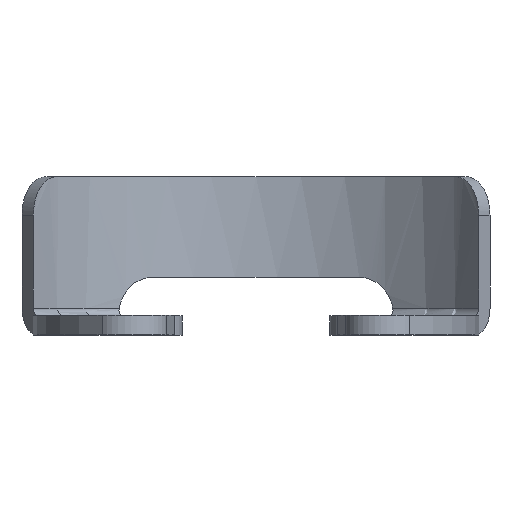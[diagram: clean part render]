
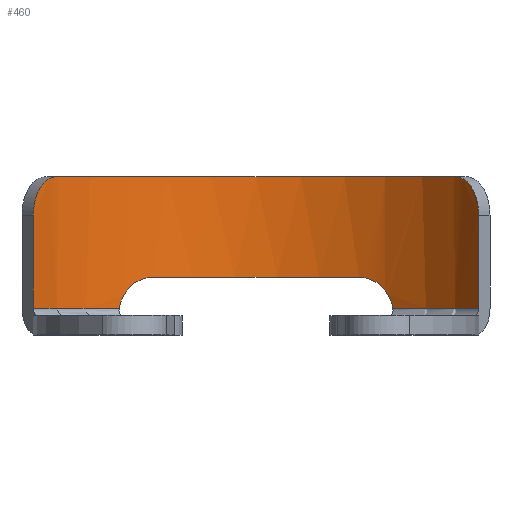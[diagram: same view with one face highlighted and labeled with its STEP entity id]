
A CAD part, top view. The second image highlights one B-rep face of the part: STEP entity #460.
In plain terms, the highlighted cylindrical face has radius 6.7 mm (diameter 13.4 mm), a partial arc.
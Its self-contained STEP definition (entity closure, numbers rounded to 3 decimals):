
#20 = CARTESIAN_POINT ( 'NONE',  ( -5.746, 3.238, -3.446 ) ) ;
#24 = CARTESIAN_POINT ( 'NONE',  ( -3.495, 0.923, -5.717 ) ) ;
#29 = CARTESIAN_POINT ( 'NONE',  ( -5.442, 3.978, -3.911 ) ) ;
#40 = AXIS2_PLACEMENT_3D ( 'NONE', #1071, #466, #189 ) ;
#41 = CARTESIAN_POINT ( 'NONE',  ( -5.509, 3.907, -3.814 ) ) ;
#61 = AXIS2_PLACEMENT_3D ( 'NONE', #1079, #940, #659 ) ;
#66 = CARTESIAN_POINT ( 'NONE',  ( 3.076, 1.421, -5.955 ) ) ;
#69 = VERTEX_POINT ( 'NONE', #857 ) ;
#89 = CARTESIAN_POINT ( 'NONE',  ( 0., 4.1, 0. ) ) ;
#93 = VERTEX_POINT ( 'NONE', #1139 ) ;
#101 = CARTESIAN_POINT ( 'NONE',  ( 2.663, 1.5, -6.148 ) ) ;
#114 = ORIENTED_EDGE ( 'NONE', *, *, #547, .T. ) ;
#117 = CARTESIAN_POINT ( 'NONE',  ( -3.065, 1.404, -5.959 ) ) ;
#124 = CARTESIAN_POINT ( 'NONE',  ( -5.205, 4.1, -4.221 ) ) ;
#133 = CIRCLE ( 'NONE', #890, 6.7 ) ;
#149 = VERTEX_POINT ( 'NONE', #523 ) ;
#189 = DIRECTION ( 'NONE',  ( 0., 0., -1. ) ) ;
#205 = VECTOR ( 'NONE', #1113, 1000. ) ;
#214 = CARTESIAN_POINT ( 'NONE',  ( -3.388, 1.131, -5.783 ) ) ;
#230 = VERTEX_POINT ( 'NONE', #101 ) ;
#240 = CARTESIAN_POINT ( 'NONE',  ( -5.117, 4.1, -4.325 ) ) ;
#254 = CARTESIAN_POINT ( 'NONE',  ( 5.205, 4.1, -4.221 ) ) ;
#257 = CARTESIAN_POINT ( 'NONE',  ( 5.117, 4.1, -4.325 ) ) ;
#268 = CIRCLE ( 'NONE', #61, 6.7 ) ;
#271 = ORIENTED_EDGE ( 'NONE', *, *, #463, .T. ) ;
#288 = VERTEX_POINT ( 'NONE', #475 ) ;
#298 = CARTESIAN_POINT ( 'NONE',  ( -2.663, 1.5, -6.148 ) ) ;
#307 = B_SPLINE_CURVE_WITH_KNOTS ( 'NONE', 3,
 ( #633, #24, #214, #552, #117, #386, #1088, #298 ),
 .UNSPECIFIED., .F., .F.,
 ( 4, 2, 2, 4 ),
 ( 0., 0.001, 0.001, 0.002 ),
 .UNSPECIFIED. ) ;
#315 = CARTESIAN_POINT ( 'NONE',  ( -5.746, 3.1, -3.446 ) ) ;
#336 = LINE ( 'NONE', #387, #508 ) ;
#353 = CARTESIAN_POINT ( 'NONE',  ( 2.663, 1.5, -6.148 ) ) ;
#363 = B_SPLINE_CURVE_WITH_KNOTS ( 'NONE', 3,
 ( #353, #530, #66, #427, #445, #1058 ),
 .UNSPECIFIED., .F., .F.,
 ( 4, 2, 4 ),
 ( 0., 0.001, 0.001 ),
 .UNSPECIFIED. ) ;
#386 = CARTESIAN_POINT ( 'NONE',  ( -2.873, 1.48, -6.054 ) ) ;
#387 = CARTESIAN_POINT ( 'NONE',  ( 5.746, 20.852, -3.446 ) ) ;
#394 = VERTEX_POINT ( 'NONE', #240 ) ;
#400 = CARTESIAN_POINT ( 'NONE',  ( -5.73, 3.373, -3.473 ) ) ;
#427 = CARTESIAN_POINT ( 'NONE',  ( 3.389, 1.13, -5.782 ) ) ;
#442 = CARTESIAN_POINT ( 'NONE',  ( 5.441, 3.978, -3.911 ) ) ;
#445 = CARTESIAN_POINT ( 'NONE',  ( 3.494, 0.926, -5.717 ) ) ;
#460 = ADVANCED_FACE ( 'NONE', ( #486 ), #727, .F. ) ;
#463 = EDGE_CURVE ( 'NONE', #1035, #288, #307, .T. ) ;
#466 = DIRECTION ( 'NONE',  ( 0., 1., 0. ) ) ;
#475 = CARTESIAN_POINT ( 'NONE',  ( -2.663, 1.5, -6.148 ) ) ;
#477 = VERTEX_POINT ( 'NONE', #1015 ) ;
#478 = CARTESIAN_POINT ( 'NONE',  ( -5.289, 4.075, -4.115 ) ) ;
#486 = FACE_OUTER_BOUND ( 'NONE', #923, .T. ) ;
#508 = VECTOR ( 'NONE', #1089, 1000. ) ;
#523 = CARTESIAN_POINT ( 'NONE',  ( 5.746, 3.1, -3.446 ) ) ;
#526 = EDGE_CURVE ( 'NONE', #394, #93, #893, .T. ) ;
#530 = CARTESIAN_POINT ( 'NONE',  ( 2.875, 1.5, -6.056 ) ) ;
#547 = EDGE_CURVE ( 'NONE', #149, #69, #622, .T. ) ;
#548 = EDGE_CURVE ( 'NONE', #394, #69, #133, .T. ) ;
#552 = CARTESIAN_POINT ( 'NONE',  ( -3.155, 1.347, -5.911 ) ) ;
#570 = ORIENTED_EDGE ( 'NONE', *, *, #596, .T. ) ;
#571 = CARTESIAN_POINT ( 'NONE',  ( -5.623, 3.727, -3.645 ) ) ;
#583 = EDGE_CURVE ( 'NONE', #1106, #477, #763, .T. ) ;
#596 = EDGE_CURVE ( 'NONE', #230, #1106, #363, .T. ) ;
#607 = CARTESIAN_POINT ( 'NONE',  ( 0., 0.7, 0. ) ) ;
#616 = VERTEX_POINT ( 'NONE', #1144 ) ;
#622 = B_SPLINE_CURVE_WITH_KNOTS ( 'NONE', 3,
 ( #881, #1055, #1138, #872, #954, #784, #442, #679, #254, #257 ),
 .UNSPECIFIED., .F., .F.,
 ( 4, 2, 2, 2, 4 ),
 ( 0., 0., 0.001, 0.001, 0.002 ),
 .UNSPECIFIED. ) ;
#633 = CARTESIAN_POINT ( 'NONE',  ( -3.533, 0.7, -5.693 ) ) ;
#650 = ORIENTED_EDGE ( 'NONE', *, *, #1082, .T. ) ;
#651 = CARTESIAN_POINT ( 'NONE',  ( -5.668, 3.617, -3.573 ) ) ;
#659 = DIRECTION ( 'NONE',  ( 0., 0., 1. ) ) ;
#673 = ORIENTED_EDGE ( 'NONE', *, *, #526, .T. ) ;
#679 = CARTESIAN_POINT ( 'NONE',  ( 5.289, 4.074, -4.114 ) ) ;
#680 = AXIS2_PLACEMENT_3D ( 'NONE', #828, #835, #1093 ) ;
#699 = AXIS2_PLACEMENT_3D ( 'NONE', #607, #958, #966 ) ;
#720 = ORIENTED_EDGE ( 'NONE', *, *, #583, .T. ) ;
#727 = CYLINDRICAL_SURFACE ( 'NONE', #680, 6.7 ) ;
#743 = ORIENTED_EDGE ( 'NONE', *, *, #1081, .T. ) ;
#753 = ORIENTED_EDGE ( 'NONE', *, *, #548, .F. ) ;
#760 = CARTESIAN_POINT ( 'NONE',  ( 3.533, 0.7, -5.693 ) ) ;
#762 = EDGE_CURVE ( 'NONE', #230, #288, #907, .T. ) ;
#763 = CIRCLE ( 'NONE', #699, 6.7 ) ;
#778 = CARTESIAN_POINT ( 'NONE',  ( -3.533, 0.7, -5.693 ) ) ;
#779 = DIRECTION ( 'NONE',  ( 0., -1., 0. ) ) ;
#784 = CARTESIAN_POINT ( 'NONE',  ( 5.51, 3.907, -3.814 ) ) ;
#828 = CARTESIAN_POINT ( 'NONE',  ( 0., 20.852, 0. ) ) ;
#835 = DIRECTION ( 'NONE',  ( 0., -1., 0. ) ) ;
#857 = CARTESIAN_POINT ( 'NONE',  ( 5.117, 4.1, -4.325 ) ) ;
#861 = ORIENTED_EDGE ( 'NONE', *, *, #762, .F. ) ;
#872 = CARTESIAN_POINT ( 'NONE',  ( 5.668, 3.617, -3.573 ) ) ;
#881 = CARTESIAN_POINT ( 'NONE',  ( 5.746, 3.1, -3.446 ) ) ;
#890 = AXIS2_PLACEMENT_3D ( 'NONE', #89, #779, #972 ) ;
#893 = B_SPLINE_CURVE_WITH_KNOTS ( 'NONE', 3,
 ( #914, #124, #478, #29, #41, #571, #651, #400, #20, #315 ),
 .UNSPECIFIED., .F., .F.,
 ( 4, 2, 2, 2, 4 ),
 ( 0., 0., 0.001, 0.001, 0.002 ),
 .UNSPECIFIED. ) ;
#907 = CIRCLE ( 'NONE', #40, 6.7 ) ;
#914 = CARTESIAN_POINT ( 'NONE',  ( -5.117, 4.1, -4.325 ) ) ;
#923 = EDGE_LOOP ( 'NONE', ( #650, #743, #271, #861, #570, #720, #960, #114, #753, #673 ) ) ;
#940 = DIRECTION ( 'NONE',  ( 0., -1., 0. ) ) ;
#954 = CARTESIAN_POINT ( 'NONE',  ( 5.623, 3.727, -3.645 ) ) ;
#958 = DIRECTION ( 'NONE',  ( 0., -1., 0. ) ) ;
#960 = ORIENTED_EDGE ( 'NONE', *, *, #978, .F. ) ;
#966 = DIRECTION ( 'NONE',  ( 0., 0., 1. ) ) ;
#972 = DIRECTION ( 'NONE',  ( 0., 0., 1. ) ) ;
#978 = EDGE_CURVE ( 'NONE', #149, #477, #336, .T. ) ;
#1015 = CARTESIAN_POINT ( 'NONE',  ( 5.746, 0.7, -3.446 ) ) ;
#1019 = CARTESIAN_POINT ( 'NONE',  ( -5.746, 20.852, -3.446 ) ) ;
#1035 = VERTEX_POINT ( 'NONE', #778 ) ;
#1039 = LINE ( 'NONE', #1019, #205 ) ;
#1055 = CARTESIAN_POINT ( 'NONE',  ( 5.746, 3.237, -3.446 ) ) ;
#1058 = CARTESIAN_POINT ( 'NONE',  ( 3.533, 0.7, -5.693 ) ) ;
#1071 = CARTESIAN_POINT ( 'NONE',  ( 0., 1.5, 0. ) ) ;
#1079 = CARTESIAN_POINT ( 'NONE',  ( 0., 0.7, 0. ) ) ;
#1081 = EDGE_CURVE ( 'NONE', #616, #1035, #268, .T. ) ;
#1082 = EDGE_CURVE ( 'NONE', #93, #616, #1039, .T. ) ;
#1088 = CARTESIAN_POINT ( 'NONE',  ( -2.769, 1.5, -6.102 ) ) ;
#1089 = DIRECTION ( 'NONE',  ( 0., -1., 0. ) ) ;
#1093 = DIRECTION ( 'NONE',  ( 0., 0., -1. ) ) ;
#1106 = VERTEX_POINT ( 'NONE', #760 ) ;
#1113 = DIRECTION ( 'NONE',  ( 0., -1., 0. ) ) ;
#1138 = CARTESIAN_POINT ( 'NONE',  ( 5.73, 3.372, -3.473 ) ) ;
#1139 = CARTESIAN_POINT ( 'NONE',  ( -5.746, 3.1, -3.446 ) ) ;
#1144 = CARTESIAN_POINT ( 'NONE',  ( -5.746, 0.7, -3.446 ) ) ;
